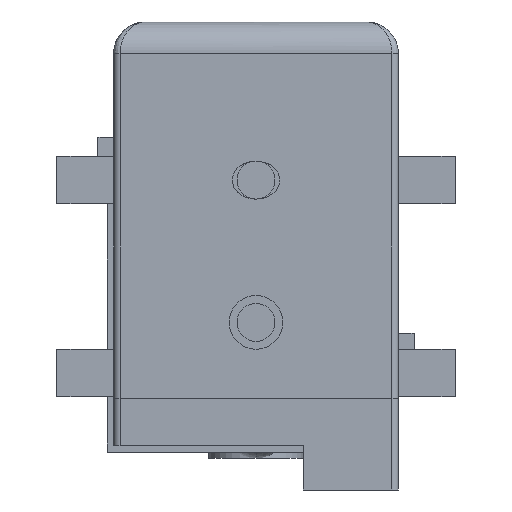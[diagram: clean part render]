
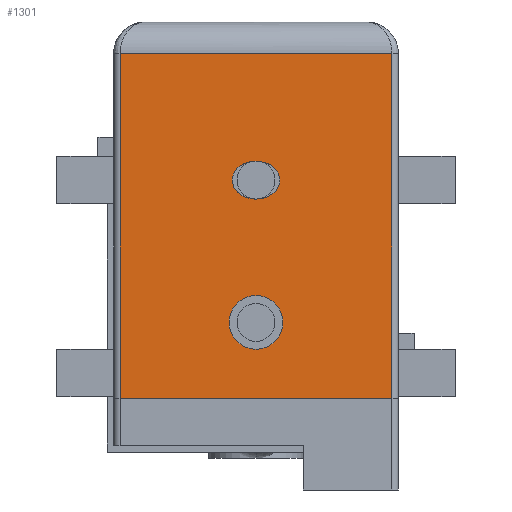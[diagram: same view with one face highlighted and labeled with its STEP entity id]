
A CAD part, front view. The second image highlights one B-rep face of the part: STEP entity #1301.
In plain terms, the highlighted planar face has unit normal (0, -1, 0).
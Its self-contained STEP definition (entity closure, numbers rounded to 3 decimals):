
#1237 = VERTEX_POINT ( 'NONE', #4248 ) ;
#1244 = EDGE_CURVE ( 'NONE', #1237, #1245, #4225, .T. ) ;
#1245 = VERTEX_POINT ( 'NONE', #4220 ) ;
#1252 = VERTEX_POINT ( 'NONE', #4343 ) ;
#1279 = VERTEX_POINT ( 'NONE', #4377 ) ;
#1281 = EDGE_CURVE ( 'NONE', #1279, #1252, #4294, .T. ) ;
#1297 = ORIENTED_EDGE ( 'NONE', *, *, #1244, .F. ) ;
#1301 = ADVANCED_FACE ( 'NONE', ( #4321, #4320, #4319 ), #4363, .T. ) ;
#1307 = EDGE_LOOP ( 'NONE', ( #1314, #1297 ) ) ;
#1308 = EDGE_CURVE ( 'NONE', #1245, #1237, #4291, .T. ) ;
#1309 = EDGE_LOOP ( 'NONE', ( #1310, #1369 ) ) ;
#1310 = ORIENTED_EDGE ( 'NONE', *, *, #1311, .F. ) ;
#1311 = EDGE_CURVE ( 'NONE', #1252, #1279, #4302, .T. ) ;
#1314 = ORIENTED_EDGE ( 'NONE', *, *, #1308, .F. ) ;
#1328 = VERTEX_POINT ( 'NONE', #4535 ) ;
#1329 = ORIENTED_EDGE ( 'NONE', *, *, #1330, .T. ) ;
#1330 = EDGE_CURVE ( 'NONE', #1328, #1375, #4499, .T. ) ;
#1337 = ORIENTED_EDGE ( 'NONE', *, *, #1342, .T. ) ;
#1341 = VERTEX_POINT ( 'NONE', #4426 ) ;
#1342 = EDGE_CURVE ( 'NONE', #1341, #1328, #4452, .T. ) ;
#1348 = EDGE_LOOP ( 'NONE', ( #1349, #1353, #1337, #1329 ) ) ;
#1349 = ORIENTED_EDGE ( 'NONE', *, *, #1374, .T. ) ;
#1353 = ORIENTED_EDGE ( 'NONE', *, *, #1367, .T. ) ;
#1366 = VERTEX_POINT ( 'NONE', #4517 ) ;
#1367 = EDGE_CURVE ( 'NONE', #1366, #1341, #4516, .T. ) ;
#1369 = ORIENTED_EDGE ( 'NONE', *, *, #1281, .F. ) ;
#1374 = EDGE_CURVE ( 'NONE', #1375, #1366, #4494, .T. ) ;
#1375 = VERTEX_POINT ( 'NONE', #4576 ) ;
#4220 = CARTESIAN_POINT ( 'NONE',  ( 0., 0., -8.65 ) ) ;
#4221 = DIRECTION ( 'NONE',  ( 0., 0., -1. ) ) ;
#4222 = DIRECTION ( 'NONE',  ( 0., -1., 0. ) ) ;
#4223 = CARTESIAN_POINT ( 'NONE',  ( 0., 0., -9.5 ) ) ;
#4224 = AXIS2_PLACEMENT_3D ( 'NONE', #4223, #4222, #4221 ) ;
#4225 = CIRCLE ( 'NONE', #4224, 0.85 ) ;
#4248 = CARTESIAN_POINT ( 'NONE',  ( 0., 0., -10.35 ) ) ;
#4291 = CIRCLE ( 'NONE', #4342, 0.85 ) ;
#4294 =( BOUNDED_CURVE ( )  B_SPLINE_CURVE ( 3, ( #4352, #4351, #4350, #4349 ),
 .UNSPECIFIED., .F., .T. ) 
 B_SPLINE_CURVE_WITH_KNOTS ( ( 4, 4 ),
 ( 3.142, 6.283 ),
 .UNSPECIFIED. ) 
 CURVE ( )  GEOMETRIC_REPRESENTATION_ITEM ( )  RATIONAL_B_SPLINE_CURVE ( ( 1., 0.333, 0.333, 1. ) ) 
 REPRESENTATION_ITEM ( '' )  );
#4299 = CARTESIAN_POINT ( 'NONE',  ( -0.75, 0., -5. ) ) ;
#4300 = CARTESIAN_POINT ( 'NONE',  ( -0.75, 0., -3.8 ) ) ;
#4301 = CARTESIAN_POINT ( 'NONE',  ( 0.75, 0., -3.8 ) ) ;
#4302 =( BOUNDED_CURVE ( )  B_SPLINE_CURVE ( 3, ( #4383, #4301, #4300, #4299 ),
 .UNSPECIFIED., .F., .T. ) 
 B_SPLINE_CURVE_WITH_KNOTS ( ( 4, 4 ),
 ( 0., 3.142 ),
 .UNSPECIFIED. ) 
 CURVE ( )  GEOMETRIC_REPRESENTATION_ITEM ( )  RATIONAL_B_SPLINE_CURVE ( ( 1., 0.333, 0.333, 1. ) ) 
 REPRESENTATION_ITEM ( '' )  );
#4317 = DIRECTION ( 'NONE',  ( 0., -1., 0. ) ) ;
#4318 = CARTESIAN_POINT ( 'NONE',  ( -4.5, 0., -11.9 ) ) ;
#4319 = FACE_BOUND ( 'NONE', #1307, .T. ) ;
#4320 = FACE_OUTER_BOUND ( 'NONE', #1348, .T. ) ;
#4321 = FACE_BOUND ( 'NONE', #1309, .T. ) ;
#4336 = AXIS2_PLACEMENT_3D ( 'NONE', #4318, #4317, #4364 ) ;
#4339 = DIRECTION ( 'NONE',  ( 0., 0., -1. ) ) ;
#4340 = DIRECTION ( 'NONE',  ( 0., -1., 0. ) ) ;
#4341 = CARTESIAN_POINT ( 'NONE',  ( 0., 0., -9.5 ) ) ;
#4342 = AXIS2_PLACEMENT_3D ( 'NONE', #4341, #4340, #4339 ) ;
#4343 = CARTESIAN_POINT ( 'NONE',  ( 0.75, 0., -5. ) ) ;
#4349 = CARTESIAN_POINT ( 'NONE',  ( 0.75, 0., -5. ) ) ;
#4350 = CARTESIAN_POINT ( 'NONE',  ( 0.75, 0., -6.2 ) ) ;
#4351 = CARTESIAN_POINT ( 'NONE',  ( -0.75, 0., -6.2 ) ) ;
#4352 = CARTESIAN_POINT ( 'NONE',  ( -0.75, 0., -5. ) ) ;
#4363 = PLANE ( 'NONE',  #4336 ) ;
#4364 = DIRECTION ( 'NONE',  ( 0., 0., -1. ) ) ;
#4377 = CARTESIAN_POINT ( 'NONE',  ( -0.75, 0., -5. ) ) ;
#4383 = CARTESIAN_POINT ( 'NONE',  ( 0.75, 0., -5. ) ) ;
#4426 = CARTESIAN_POINT ( 'NONE',  ( 4.3, 0., -1. ) ) ;
#4449 = DIRECTION ( 'NONE',  ( -1., 0., 0. ) ) ;
#4450 = VECTOR ( 'NONE', #4449, 1000. ) ;
#4451 = CARTESIAN_POINT ( 'NONE',  ( -4.5, 0., -1. ) ) ;
#4452 = LINE ( 'NONE', #4451, #4450 ) ;
#4492 = VECTOR ( 'NONE', #4577, 1000. ) ;
#4493 = CARTESIAN_POINT ( 'NONE',  ( -4.5, 0., -11.9 ) ) ;
#4494 = LINE ( 'NONE', #4493, #4492 ) ;
#4496 = DIRECTION ( 'NONE',  ( 0., 0., -1. ) ) ;
#4497 = VECTOR ( 'NONE', #4496, 1000. ) ;
#4498 = CARTESIAN_POINT ( 'NONE',  ( -4.3, 0., -11.9 ) ) ;
#4499 = LINE ( 'NONE', #4498, #4497 ) ;
#4513 = DIRECTION ( 'NONE',  ( 0., 0., 1. ) ) ;
#4514 = VECTOR ( 'NONE', #4513, 1000. ) ;
#4515 = CARTESIAN_POINT ( 'NONE',  ( 4.3, 0., -11.9 ) ) ;
#4516 = LINE ( 'NONE', #4515, #4514 ) ;
#4517 = CARTESIAN_POINT ( 'NONE',  ( 4.3, 0., -11.9 ) ) ;
#4535 = CARTESIAN_POINT ( 'NONE',  ( -4.3, 0., -1. ) ) ;
#4576 = CARTESIAN_POINT ( 'NONE',  ( -4.3, 0., -11.9 ) ) ;
#4577 = DIRECTION ( 'NONE',  ( 1., 0., 0. ) ) ;
